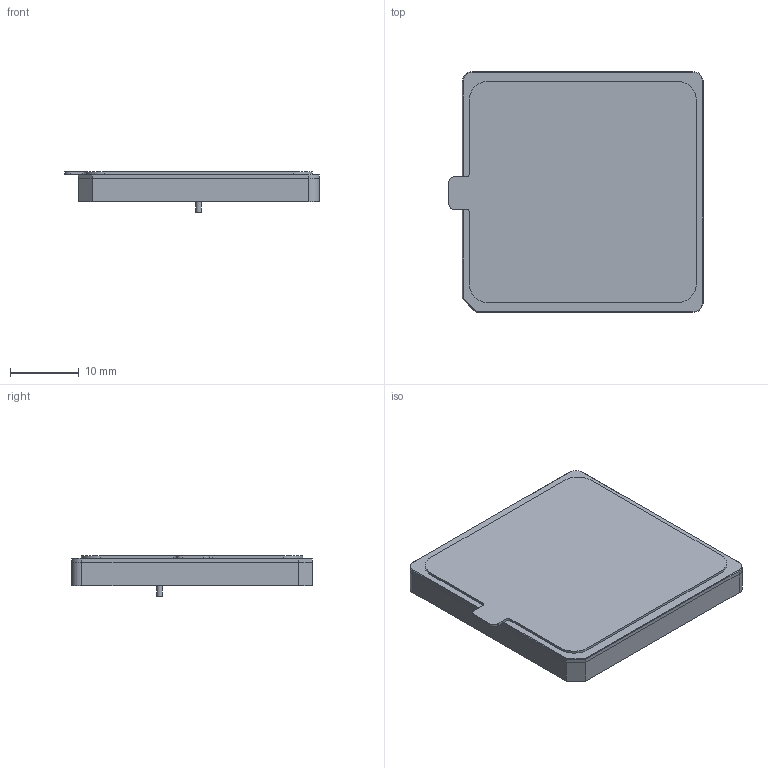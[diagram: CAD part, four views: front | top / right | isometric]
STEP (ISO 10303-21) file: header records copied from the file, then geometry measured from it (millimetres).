
FILE_DESCRIPTION(/* description */ ('Unknown'),/* implementation_level */ '2;1');
FILE_NAME(/* name */ 'AST50127-00',/* time_stamp */ '2023-08-21T08:01:29+02:00',/* author */ ('Unknown'),/* organization */ ('Unknown'),/* preprocessor_version */ 'ST-DEVELOPER v18.102',/* originating_system */ 'Solid Edge',/* authorisation */ 'Unknown');
FILE_SCHEMA (('AUTOMOTIVE_DESIGN {1 0 10303 214 3 1 1}'));
Length unit declared in the file: millimetre
Products named in the file (1): AST50127-00
Bounding box: 36.96 x 35 x 5.85 mm (x, y, z)
Volume: 5260.4 mm3; surface area: 3051.2 mm2
Topology: 1 solids, 1 shells, 47 faces, 119 edges, 76 vertices
Faces by surface type: plane 29, cylinder 15, cone 3
Full cylindrical faces by diameter (mm): 0.8 x1
Entity records: 1754 total; most frequent: DIRECTION 245, CARTESIAN_POINT 242, ORIENTED_EDGE 236, EDGE_CURVE 118, LINE 87, VECTOR 87, AXIS2_PLACEMENT_3D 79, VERTEX_POINT 76
